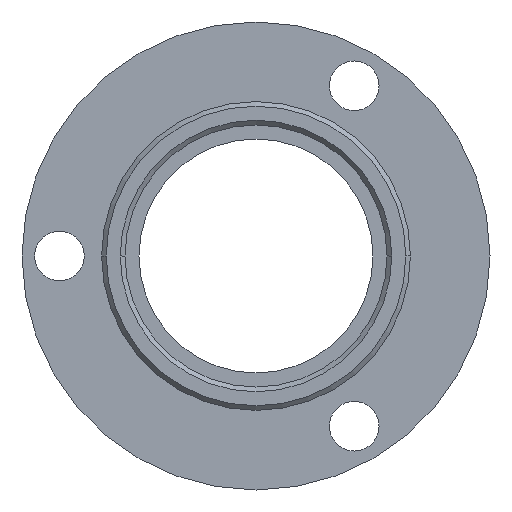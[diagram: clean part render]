
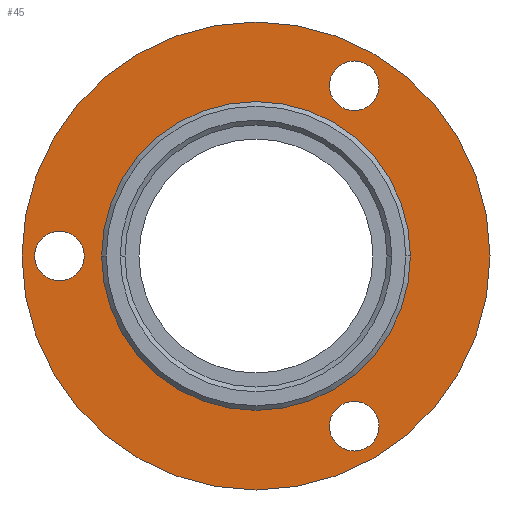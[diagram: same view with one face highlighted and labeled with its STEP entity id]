
A CAD part, left-side view. The second image highlights one B-rep face of the part: STEP entity #45.
In plain terms, the highlighted planar face has unit normal (-1, 0, 0).
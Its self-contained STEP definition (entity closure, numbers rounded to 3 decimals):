
#1 = CIRCLE ( 'NONE', #844, 16.5 ) ;
#3 = DIRECTION ( 'NONE',  ( -1., 0., 0. ) ) ;
#4 = CARTESIAN_POINT ( 'NONE',  ( -57., -7.85, -18.187 ) ) ;
#10 = CARTESIAN_POINT ( 'NONE',  ( -57., 0., 0. ) ) ;
#24 = ORIENTED_EDGE ( 'NONE', *, *, #798, .F. ) ;
#30 = FACE_BOUND ( 'NONE', #1445, .T. ) ;
#45 = ADVANCED_FACE ( 'NONE', ( #30, #1413, #604, #1055, #123 ), #476, .T. ) ;
#65 = AXIS2_PLACEMENT_3D ( 'NONE', #367, #586, #470 ) ;
#66 = ORIENTED_EDGE ( 'NONE', *, *, #1330, .T. ) ;
#86 = CARTESIAN_POINT ( 'NONE',  ( -57., 18.35, 0. ) ) ;
#90 = EDGE_LOOP ( 'NONE', ( #66, #903 ) ) ;
#109 = VERTEX_POINT ( 'NONE', #1388 ) ;
#116 = DIRECTION ( 'NONE',  ( 1., 0., 0. ) ) ;
#121 = DIRECTION ( 'NONE',  ( 1., 0., 0. ) ) ;
#123 = FACE_OUTER_BOUND ( 'NONE', #973, .T. ) ;
#125 = ORIENTED_EDGE ( 'NONE', *, *, #412, .F. ) ;
#155 = DIRECTION ( 'NONE',  ( -1., 0., 0. ) ) ;
#188 = CIRCLE ( 'NONE', #917, 2.65 ) ;
#208 = ORIENTED_EDGE ( 'NONE', *, *, #1098, .F. ) ;
#234 = CARTESIAN_POINT ( 'NONE',  ( -57., 16.5, 0. ) ) ;
#271 = CARTESIAN_POINT ( 'NONE',  ( -57., -7.85, 18.187 ) ) ;
#287 = CIRCLE ( 'NONE', #352, 25. ) ;
#290 = CIRCLE ( 'NONE', #746, 2.65 ) ;
#315 = VERTEX_POINT ( 'NONE', #86 ) ;
#328 = DIRECTION ( 'NONE',  ( 0., -1., 0. ) ) ;
#331 = CARTESIAN_POINT ( 'NONE',  ( -57., -13.15, -18.187 ) ) ;
#352 = AXIS2_PLACEMENT_3D ( 'NONE', #1381, #116, #920 ) ;
#367 = CARTESIAN_POINT ( 'NONE',  ( -57., 25., 0. ) ) ;
#374 = VERTEX_POINT ( 'NONE', #4 ) ;
#402 = EDGE_CURVE ( 'NONE', #109, #407, #1, .T. ) ;
#407 = VERTEX_POINT ( 'NONE', #234 ) ;
#412 = EDGE_CURVE ( 'NONE', #1207, #315, #188, .T. ) ;
#424 = CIRCLE ( 'NONE', #1100, 16.5 ) ;
#439 = EDGE_CURVE ( 'NONE', #1318, #1416, #548, .T. ) ;
#447 = DIRECTION ( 'NONE',  ( -1., 0., 0. ) ) ;
#461 = AXIS2_PLACEMENT_3D ( 'NONE', #546, #1217, #1470 ) ;
#470 = DIRECTION ( 'NONE',  ( 0., -1., 0. ) ) ;
#471 = CARTESIAN_POINT ( 'NONE',  ( -57., 23.65, 0. ) ) ;
#476 = PLANE ( 'NONE',  #65 ) ;
#483 = AXIS2_PLACEMENT_3D ( 'NONE', #700, #447, #328 ) ;
#532 = ORIENTED_EDGE ( 'NONE', *, *, #635, .F. ) ;
#536 = CARTESIAN_POINT ( 'NONE',  ( -57., -25., 0. ) ) ;
#546 = CARTESIAN_POINT ( 'NONE',  ( -57., -10.5, -18.187 ) ) ;
#548 = CIRCLE ( 'NONE', #1061, 2.65 ) ;
#585 = DIRECTION ( 'NONE',  ( 0., -1., 0. ) ) ;
#586 = DIRECTION ( 'NONE',  ( -1., 0., 0. ) ) ;
#591 = CARTESIAN_POINT ( 'NONE',  ( -57., 21., 0. ) ) ;
#604 = FACE_BOUND ( 'NONE', #1373, .T. ) ;
#621 = DIRECTION ( 'NONE',  ( 1., 0., 0. ) ) ;
#635 = EDGE_CURVE ( 'NONE', #1104, #374, #697, .T. ) ;
#658 = DIRECTION ( 'NONE',  ( 0., -1., 0. ) ) ;
#685 = DIRECTION ( 'NONE',  ( -1., 0., 0. ) ) ;
#697 = CIRCLE ( 'NONE', #1466, 2.65 ) ;
#700 = CARTESIAN_POINT ( 'NONE',  ( -57., -10.5, 18.187 ) ) ;
#703 = DIRECTION ( 'NONE',  ( 1., 0., 0. ) ) ;
#715 = CIRCLE ( 'NONE', #1060, 25. ) ;
#741 = DIRECTION ( 'NONE',  ( 0., 1., 0. ) ) ;
#746 = AXIS2_PLACEMENT_3D ( 'NONE', #591, #685, #1026 ) ;
#772 = ORIENTED_EDGE ( 'NONE', *, *, #1485, .F. ) ;
#778 = EDGE_CURVE ( 'NONE', #315, #1207, #290, .T. ) ;
#798 = EDGE_CURVE ( 'NONE', #1416, #1318, #1127, .T. ) ;
#816 = DIRECTION ( 'NONE',  ( 0., 1., 0. ) ) ;
#835 = ORIENTED_EDGE ( 'NONE', *, *, #439, .F. ) ;
#838 = DIRECTION ( 'NONE',  ( 0., -1., 0. ) ) ;
#844 = AXIS2_PLACEMENT_3D ( 'NONE', #10, #121, #816 ) ;
#853 = ORIENTED_EDGE ( 'NONE', *, *, #778, .F. ) ;
#903 = ORIENTED_EDGE ( 'NONE', *, *, #402, .T. ) ;
#916 = CARTESIAN_POINT ( 'NONE',  ( -57., 21., 0. ) ) ;
#917 = AXIS2_PLACEMENT_3D ( 'NONE', #916, #3, #585 ) ;
#920 = DIRECTION ( 'NONE',  ( 0., 1., 0. ) ) ;
#956 = CARTESIAN_POINT ( 'NONE',  ( -57., -10.5, 18.187 ) ) ;
#973 = EDGE_LOOP ( 'NONE', ( #208, #1092 ) ) ;
#987 = CARTESIAN_POINT ( 'NONE',  ( -57., 25., 0. ) ) ;
#1003 = CARTESIAN_POINT ( 'NONE',  ( -57., -10.5, -18.187 ) ) ;
#1026 = DIRECTION ( 'NONE',  ( 0., -1., 0. ) ) ;
#1055 = FACE_BOUND ( 'NONE', #90, .T. ) ;
#1060 = AXIS2_PLACEMENT_3D ( 'NONE', #1166, #703, #1375 ) ;
#1061 = AXIS2_PLACEMENT_3D ( 'NONE', #956, #155, #838 ) ;
#1088 = CIRCLE ( 'NONE', #461, 2.65 ) ;
#1092 = ORIENTED_EDGE ( 'NONE', *, *, #1152, .F. ) ;
#1098 = EDGE_CURVE ( 'NONE', #1286, #1493, #287, .T. ) ;
#1100 = AXIS2_PLACEMENT_3D ( 'NONE', #1182, #621, #741 ) ;
#1104 = VERTEX_POINT ( 'NONE', #331 ) ;
#1127 = CIRCLE ( 'NONE', #483, 2.65 ) ;
#1152 = EDGE_CURVE ( 'NONE', #1493, #1286, #715, .T. ) ;
#1166 = CARTESIAN_POINT ( 'NONE',  ( -57., 0., 0. ) ) ;
#1182 = CARTESIAN_POINT ( 'NONE',  ( -57., 0., 0. ) ) ;
#1200 = EDGE_LOOP ( 'NONE', ( #24, #835 ) ) ;
#1205 = CARTESIAN_POINT ( 'NONE',  ( -57., -13.15, 18.187 ) ) ;
#1207 = VERTEX_POINT ( 'NONE', #471 ) ;
#1217 = DIRECTION ( 'NONE',  ( -1., 0., 0. ) ) ;
#1286 = VERTEX_POINT ( 'NONE', #987 ) ;
#1318 = VERTEX_POINT ( 'NONE', #1205 ) ;
#1330 = EDGE_CURVE ( 'NONE', #407, #109, #424, .T. ) ;
#1332 = DIRECTION ( 'NONE',  ( -1., 0., 0. ) ) ;
#1373 = EDGE_LOOP ( 'NONE', ( #772, #532 ) ) ;
#1375 = DIRECTION ( 'NONE',  ( 0., 1., 0. ) ) ;
#1381 = CARTESIAN_POINT ( 'NONE',  ( -57., 0., 0. ) ) ;
#1388 = CARTESIAN_POINT ( 'NONE',  ( -57., -16.5, 0. ) ) ;
#1413 = FACE_BOUND ( 'NONE', #1200, .T. ) ;
#1416 = VERTEX_POINT ( 'NONE', #271 ) ;
#1445 = EDGE_LOOP ( 'NONE', ( #125, #853 ) ) ;
#1466 = AXIS2_PLACEMENT_3D ( 'NONE', #1003, #1332, #658 ) ;
#1470 = DIRECTION ( 'NONE',  ( 0., -1., 0. ) ) ;
#1485 = EDGE_CURVE ( 'NONE', #374, #1104, #1088, .T. ) ;
#1493 = VERTEX_POINT ( 'NONE', #536 ) ;
